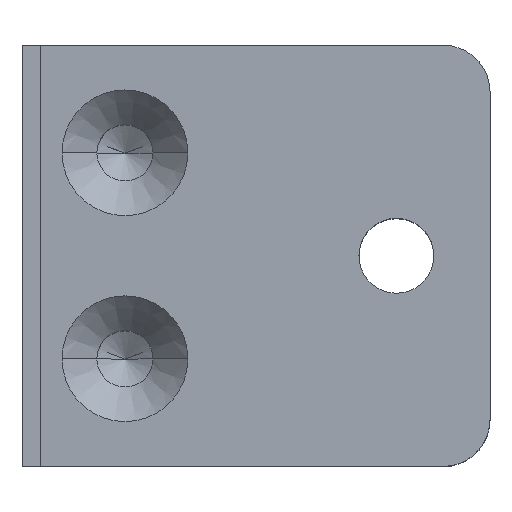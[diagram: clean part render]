
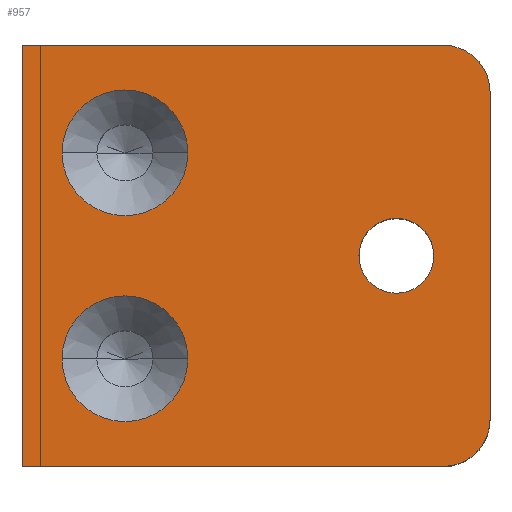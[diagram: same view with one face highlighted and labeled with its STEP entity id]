
A CAD part, top view. The second image highlights one B-rep face of the part: STEP entity #957.
In plain terms, the highlighted planar face has unit normal (0, 0, 1).
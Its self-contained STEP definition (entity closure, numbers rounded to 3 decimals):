
#46=CARTESIAN_POINT('',(-14.,11.,0.));
#47=DIRECTION('',(0.,0.,1.));
#48=DIRECTION('',(-1.,0.,0.));
#49=AXIS2_PLACEMENT_3D('',#46,#47,#48);
#51=CARTESIAN_POINT('',(-14.,11.,0.));
#52=DIRECTION('',(0.,0.,1.));
#53=DIRECTION('',(1.,0.,0.));
#54=AXIS2_PLACEMENT_3D('',#51,#52,#53);
#56=CARTESIAN_POINT('',(-14.,-11.,0.));
#57=DIRECTION('',(0.,0.,1.));
#58=DIRECTION('',(-1.,0.,0.));
#59=AXIS2_PLACEMENT_3D('',#56,#57,#58);
#61=CARTESIAN_POINT('',(-14.,-11.,0.));
#62=DIRECTION('',(0.,0.,1.));
#63=DIRECTION('',(1.,0.,0.));
#64=AXIS2_PLACEMENT_3D('',#61,#62,#63);
#66=CARTESIAN_POINT('',(20.,17.5,0.));
#67=DIRECTION('',(0.,0.,1.));
#68=DIRECTION('',(1.,0.,0.));
#69=AXIS2_PLACEMENT_3D('',#66,#67,#68);
#71=DIRECTION('',(0.,1.,0.));
#72=VECTOR('',#71,35.);
#73=CARTESIAN_POINT('',(25.,-17.5,0.));
#74=LINE('',#73,#72);
#75=CARTESIAN_POINT('',(20.,-17.5,0.));
#76=DIRECTION('',(0.,0.,1.));
#77=DIRECTION('',(0.,-1.,0.));
#78=AXIS2_PLACEMENT_3D('',#75,#76,#77);
#80=DIRECTION('',(1.,0.,0.));
#81=VECTOR('',#80,45.);
#82=CARTESIAN_POINT('',(-25.,-22.5,0.));
#83=LINE('',#82,#81);
#84=DIRECTION('',(0.,1.,0.));
#85=VECTOR('',#84,45.);
#86=CARTESIAN_POINT('',(-25.,-22.5,0.));
#87=LINE('',#86,#85);
#88=DIRECTION('',(-1.,0.,0.));
#89=VECTOR('',#88,45.);
#90=CARTESIAN_POINT('',(20.,22.5,0.));
#91=LINE('',#90,#89);
#92=CARTESIAN_POINT('',(15.,0.,0.));
#93=DIRECTION('',(0.,0.,1.));
#94=DIRECTION('',(1.,0.,0.));
#95=AXIS2_PLACEMENT_3D('',#92,#93,#94);
#97=CARTESIAN_POINT('',(15.,0.,0.));
#98=DIRECTION('',(0.,0.,1.));
#99=DIRECTION('',(-1.,0.,0.));
#100=AXIS2_PLACEMENT_3D('',#97,#98,#99);
#750=CARTESIAN_POINT('',(-20.72,11.,0.));
#751=CARTESIAN_POINT('',(-7.28,11.,0.));
#752=VERTEX_POINT('',#750);
#753=VERTEX_POINT('',#751);
#764=CARTESIAN_POINT('',(-20.72,-11.,0.));
#765=CARTESIAN_POINT('',(-7.28,-11.,0.));
#766=VERTEX_POINT('',#764);
#767=VERTEX_POINT('',#765);
#768=CARTESIAN_POINT('',(25.,17.5,0.));
#770=VERTEX_POINT('',#768);
#772=CARTESIAN_POINT('',(20.,22.5,0.));
#773=VERTEX_POINT('',#772);
#792=CARTESIAN_POINT('',(20.,-22.5,0.));
#794=VERTEX_POINT('',#792);
#796=CARTESIAN_POINT('',(25.,-17.5,0.));
#797=VERTEX_POINT('',#796);
#800=CARTESIAN_POINT('',(-25.,-22.5,0.));
#801=CARTESIAN_POINT('',(-25.,22.5,0.));
#802=VERTEX_POINT('',#800);
#803=VERTEX_POINT('',#801);
#904=CARTESIAN_POINT('',(19.,0.,0.));
#905=CARTESIAN_POINT('',(11.,0.,0.));
#906=VERTEX_POINT('',#904);
#907=VERTEX_POINT('',#905);
#920=CARTESIAN_POINT('',(0.,0.,0.));
#921=DIRECTION('',(0.,0.,1.));
#922=DIRECTION('',(1.,0.,0.));
#923=AXIS2_PLACEMENT_3D('',#920,#921,#922);
#924=PLANE('',#923);
#926=ORIENTED_EDGE('',*,*,#925,.F.);
#928=ORIENTED_EDGE('',*,*,#927,.F.);
#930=ORIENTED_EDGE('',*,*,#929,.F.);
#932=ORIENTED_EDGE('',*,*,#931,.F.);
#934=ORIENTED_EDGE('',*,*,#933,.T.);
#936=ORIENTED_EDGE('',*,*,#935,.F.);
#937=EDGE_LOOP('',(#926,#928,#930,#932,#934,#936));
#938=FACE_OUTER_BOUND('',#937,.F.);
#940=ORIENTED_EDGE('',*,*,#939,.T.);
#942=ORIENTED_EDGE('',*,*,#941,.T.);
#943=EDGE_LOOP('',(#940,#942));
#944=FACE_BOUND('',#943,.F.);
#946=ORIENTED_EDGE('',*,*,#945,.T.);
#948=ORIENTED_EDGE('',*,*,#947,.T.);
#949=EDGE_LOOP('',(#946,#948));
#950=FACE_BOUND('',#949,.F.);
#952=ORIENTED_EDGE('',*,*,#951,.T.);
#954=ORIENTED_EDGE('',*,*,#953,.T.);
#955=EDGE_LOOP('',(#952,#954));
#956=FACE_BOUND('',#955,.F.);
#957=ADVANCED_FACE('',(#938,#944,#950,#956),#924,.T.);
#50=CIRCLE('',#49,6.72);
#55=CIRCLE('',#54,6.72);
#60=CIRCLE('',#59,6.72);
#65=CIRCLE('',#64,6.72);
#70=CIRCLE('',#69,5.);
#79=CIRCLE('',#78,5.);
#96=CIRCLE('',#95,4.);
#101=CIRCLE('',#100,4.);
#925=EDGE_CURVE('',#770,#773,#70,.T.);
#927=EDGE_CURVE('',#797,#770,#74,.T.);
#929=EDGE_CURVE('',#794,#797,#79,.T.);
#931=EDGE_CURVE('',#802,#794,#83,.T.);
#933=EDGE_CURVE('',#802,#803,#87,.T.);
#935=EDGE_CURVE('',#773,#803,#91,.T.);
#939=EDGE_CURVE('',#766,#767,#60,.T.);
#941=EDGE_CURVE('',#767,#766,#65,.T.);
#945=EDGE_CURVE('',#752,#753,#50,.T.);
#947=EDGE_CURVE('',#753,#752,#55,.T.);
#951=EDGE_CURVE('',#906,#907,#96,.T.);
#953=EDGE_CURVE('',#907,#906,#101,.T.);
